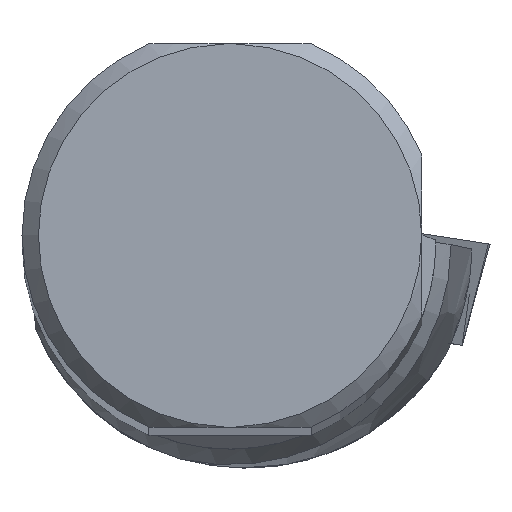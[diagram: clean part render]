
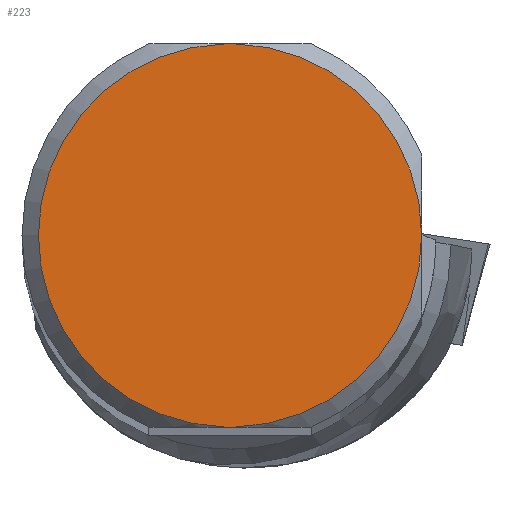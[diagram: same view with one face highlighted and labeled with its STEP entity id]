
A CAD part, top view. The second image highlights one B-rep face of the part: STEP entity #223.
In plain terms, the highlighted planar face has unit normal (0, 0, 1).
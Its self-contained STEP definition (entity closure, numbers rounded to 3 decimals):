
#180=FACE_OUTER_BOUND('',#414,.T.);
#223=ADVANCED_FACE('',(#180),#252,.T.);
#252=PLANE('',#1032);
#295=LINE('',#1640,#342);
#296=LINE('',#1644,#343);
#342=VECTOR('',#1229,1.);
#343=VECTOR('',#1232,1.);
#414=EDGE_LOOP('',(#574,#575,#576,#577));
#574=ORIENTED_EDGE('',*,*,#842,.T.);
#575=ORIENTED_EDGE('',*,*,#843,.F.);
#576=ORIENTED_EDGE('',*,*,#844,.T.);
#577=ORIENTED_EDGE('',*,*,#835,.F.);
#738=VERTEX_POINT('',#1618);
#739=VERTEX_POINT('',#1620);
#741=VERTEX_POINT('',#1641);
#742=VERTEX_POINT('',#1643);
#835=EDGE_CURVE('',#738,#739,#893,.T.);
#842=EDGE_CURVE('',#738,#741,#295,.T.);
#843=EDGE_CURVE('',#742,#741,#895,.T.);
#844=EDGE_CURVE('',#742,#739,#296,.T.);
#893=CIRCLE('',#1026,5.843);
#895=CIRCLE('',#1031,5.843);
#1026=AXIS2_PLACEMENT_3D('',#1619,#1217,#1218);
#1031=AXIS2_PLACEMENT_3D('',#1642,#1230,#1231);
#1032=AXIS2_PLACEMENT_3D('',#1645,#1233,#1234);
#1217=DIRECTION('',(0.,0.,-1.));
#1218=DIRECTION('',(-1.,0.,0.));
#1229=DIRECTION('',(1.,0.,0.));
#1230=DIRECTION('',(0.,0.,-1.));
#1231=DIRECTION('',(-1.,0.,0.));
#1232=DIRECTION('',(-1.,0.,0.));
#1233=DIRECTION('',(0.,0.,1.));
#1234=DIRECTION('',(-1.,0.,0.));
#1618=CARTESIAN_POINT('',(-0.171,-5.84,0.));
#1619=CARTESIAN_POINT('',(0.,0.,0.));
#1620=CARTESIAN_POINT('',(-0.171,5.84,0.));
#1640=CARTESIAN_POINT('',(-6.838,-5.84,0.));
#1641=CARTESIAN_POINT('',(0.171,-5.84,0.));
#1642=CARTESIAN_POINT('',(0.,0.,0.));
#1643=CARTESIAN_POINT('',(0.171,5.84,0.));
#1644=CARTESIAN_POINT('',(5.848,5.84,0.));
#1645=CARTESIAN_POINT('',(0.,0.,
0.));
